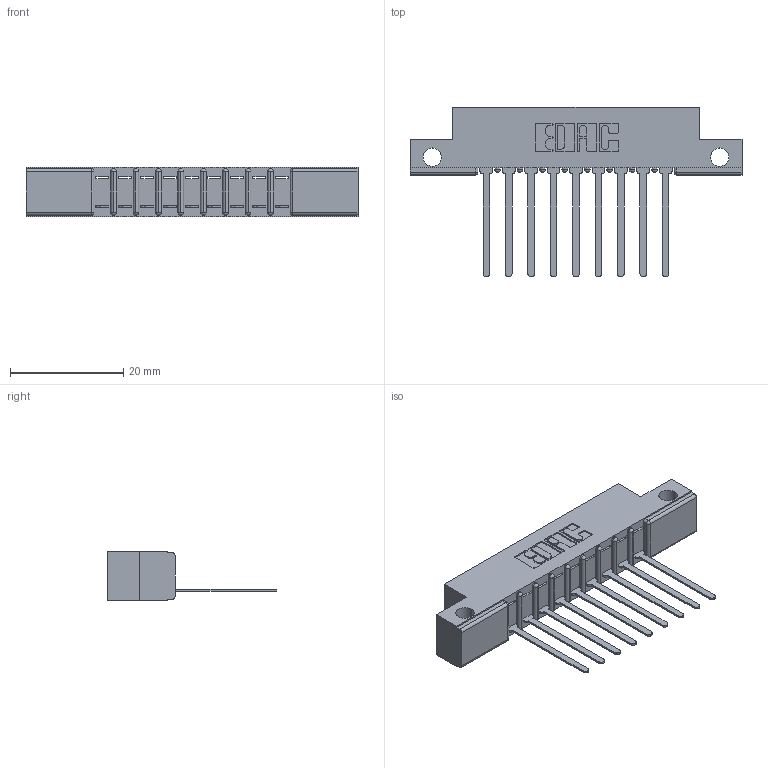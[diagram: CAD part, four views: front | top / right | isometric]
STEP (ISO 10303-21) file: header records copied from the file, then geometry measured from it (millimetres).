
FILE_DESCRIPTION (( 'STEP AP203' ), '1' );
FILE_NAME ('307-009-545-112.STEP', '2019-09-03T14:47:57', ( '' ), ( '' ), 'SwSTEP 2.0', 'SolidWorks 2016', '' );
FILE_SCHEMA (( 'CONFIG_CONTROL_DESIGN' ));
Length unit declared in the file: inch
Products named in the file (3): 307 Part_.128 Dia Side Mounting Holes; 307-290-001_545; 307-009-545-112
Assembly tree (10 placements, depth 2):
  307-009-545-112
    307 Part_.128 Dia Side Mounting Holes
    307-290-001_545  x9
Bounding box: 58.67 x 30 x 8.71 mm (x, y, z)
Volume: 3697.6 mm3; surface area: 5315.9 mm2
Topology: 10 solids, 10 shells, 632 faces, 1781 edges, 1146 vertices
Faces by surface type: plane 403, cylinder 209, sphere 20
Entity records: 11754 total; most frequent: CARTESIAN_POINT 1968, ORIENTED_EDGE 1954, DIRECTION 1933, EDGE_CURVE 977, VECTOR 735, LINE 735, VERTEX_POINT 634, AXIS2_PLACEMENT_3D 599
